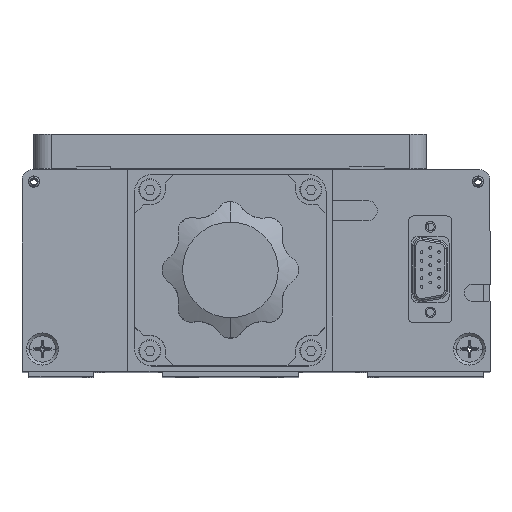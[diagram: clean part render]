
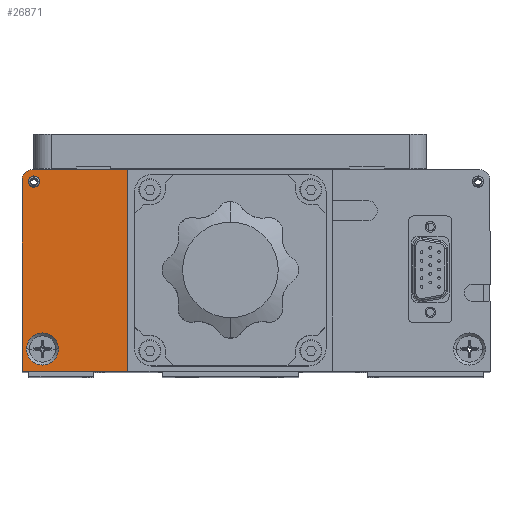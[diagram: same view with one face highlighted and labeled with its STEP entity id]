
A CAD part, top view. The second image highlights one B-rep face of the part: STEP entity #26871.
In plain terms, the highlighted planar face has unit normal (0, 0, 1).
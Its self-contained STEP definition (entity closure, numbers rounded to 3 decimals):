
#194 = DIRECTION ( 'NONE',  ( 1., 0., 0. ) ) ;
#210 = VERTEX_POINT ( 'NONE', #3377 ) ;
#1100 = CARTESIAN_POINT ( 'NONE',  ( -65.611, -2.418, 115. ) ) ;
#1535 = CARTESIAN_POINT ( 'NONE',  ( -70.311, -2.418, 115. ) ) ;
#2108 = DIRECTION ( 'NONE',  ( -1., 0., 0. ) ) ;
#2275 = DIRECTION ( 'NONE',  ( 0., 0., 1. ) ) ;
#2316 = ORIENTED_EDGE ( 'NONE', *, *, #5135, .F. ) ;
#3127 = CIRCLE ( 'NONE', #18081, 4.7 ) ;
#3331 = DIRECTION ( 'NONE',  ( 0., 1., 0. ) ) ;
#3377 = CARTESIAN_POINT ( 'NONE',  ( -68.611, 50.082, 115. ) ) ;
#4090 = DIRECTION ( 'NONE',  ( 1., 0., 0. ) ) ;
#4724 = CARTESIAN_POINT ( 'NONE',  ( -71.611, 47.082, 115. ) ) ;
#5128 = ORIENTED_EDGE ( 'NONE', *, *, #27281, .F. ) ;
#5135 = EDGE_CURVE ( 'NONE', #5780, #14925, #5917, .T. ) ;
#5659 = AXIS2_PLACEMENT_3D ( 'NONE', #7753, #28618, #10775 ) ;
#5688 = EDGE_CURVE ( 'NONE', #210, #9842, #9559, .T. ) ;
#5780 = VERTEX_POINT ( 'NONE', #17604 ) ;
#5917 = CIRCLE ( 'NONE', #5659, 1.65 ) ;
#6207 = DIRECTION ( 'NONE',  ( 0., 0., 1. ) ) ;
#7342 = CIRCLE ( 'NONE', #16078, 1.65 ) ;
#7410 = LINE ( 'NONE', #30089, #22347 ) ;
#7753 = CARTESIAN_POINT ( 'NONE',  ( -68.111, 46.582, 115. ) ) ;
#8290 = EDGE_LOOP ( 'NONE', ( #5128, #2316 ) ) ;
#8701 = VECTOR ( 'NONE', #15538, 1000. ) ;
#9159 = CARTESIAN_POINT ( 'NONE',  ( -40.611, 50.082, 115. ) ) ;
#9303 = VECTOR ( 'NONE', #3331, 1000. ) ;
#9559 = CIRCLE ( 'NONE', #34036, 3. ) ;
#9842 = VERTEX_POINT ( 'NONE', #4724 ) ;
#10210 = FACE_OUTER_BOUND ( 'NONE', #20860, .T. ) ;
#10775 = DIRECTION ( 'NONE',  ( 1., 0., 0. ) ) ;
#11146 = FACE_BOUND ( 'NONE', #17904, .T. ) ;
#11666 = LINE ( 'NONE', #19912, #34593 ) ;
#12327 = VERTEX_POINT ( 'NONE', #36126 ) ;
#13909 = CARTESIAN_POINT ( 'NONE',  ( -40.611, 50.082, 115. ) ) ;
#14315 = EDGE_CURVE ( 'NONE', #15952, #32772, #17221, .T. ) ;
#14326 = CARTESIAN_POINT ( 'NONE',  ( -68.111, 46.582, 115. ) ) ;
#14885 = ORIENTED_EDGE ( 'NONE', *, *, #34379, .T. ) ;
#14925 = VERTEX_POINT ( 'NONE', #33989 ) ;
#15179 = DIRECTION ( 'NONE',  ( 1., 0., 0. ) ) ;
#15538 = DIRECTION ( 'NONE',  ( 0., -1., 0. ) ) ;
#15685 = CARTESIAN_POINT ( 'NONE',  ( -40.611, -8.918, 115. ) ) ;
#15806 = VERTEX_POINT ( 'NONE', #26278 ) ;
#15952 = VERTEX_POINT ( 'NONE', #15685 ) ;
#16078 = AXIS2_PLACEMENT_3D ( 'NONE', #14326, #35256, #17330 ) ;
#16832 = ORIENTED_EDGE ( 'NONE', *, *, #23547, .F. ) ;
#17221 = LINE ( 'NONE', #9159, #9303 ) ;
#17330 = DIRECTION ( 'NONE',  ( 1., 0., 0. ) ) ;
#17459 = ORIENTED_EDGE ( 'NONE', *, *, #35192, .T. ) ;
#17489 = ORIENTED_EDGE ( 'NONE', *, *, #14315, .T. ) ;
#17604 = CARTESIAN_POINT ( 'NONE',  ( -66.461, 46.582, 115. ) ) ;
#17807 = EDGE_CURVE ( 'NONE', #23121, #15806, #3127, .T. ) ;
#17904 = EDGE_LOOP ( 'NONE', ( #16832, #28298 ) ) ;
#18019 = DIRECTION ( 'NONE',  ( 0., 0., 1. ) ) ;
#18081 = AXIS2_PLACEMENT_3D ( 'NONE', #35935, #18019, #194 ) ;
#18510 = LINE ( 'NONE', #33471, #8701 ) ;
#19912 = CARTESIAN_POINT ( 'NONE',  ( -40.611, 50.082, 115. ) ) ;
#20093 = CARTESIAN_POINT ( 'NONE',  ( -68.611, 47.082, 115. ) ) ;
#20484 = CIRCLE ( 'NONE', #22847, 4.7 ) ;
#20860 = EDGE_LOOP ( 'NONE', ( #37199, #17459, #28831, #17489, #14885 ) ) ;
#21956 = DIRECTION ( 'NONE',  ( 0., 0., 1. ) ) ;
#22347 = VECTOR ( 'NONE', #15179, 1000. ) ;
#22847 = AXIS2_PLACEMENT_3D ( 'NONE', #1100, #21956, #4090 ) ;
#23115 = DIRECTION ( 'NONE',  ( 1., 0., 0. ) ) ;
#23121 = VERTEX_POINT ( 'NONE', #1535 ) ;
#23547 = EDGE_CURVE ( 'NONE', #15806, #23121, #20484, .T. ) ;
#24055 = CARTESIAN_POINT ( 'NONE',  ( -68.611, 47.082, 115. ) ) ;
#24309 = AXIS2_PLACEMENT_3D ( 'NONE', #24055, #6207, #27056 ) ;
#26278 = CARTESIAN_POINT ( 'NONE',  ( -60.911, -2.418, 115. ) ) ;
#26871 = ADVANCED_FACE ( 'NONE', ( #11146, #10210, #34083 ), #29976, .T. ) ;
#26883 = EDGE_CURVE ( 'NONE', #12327, #15952, #7410, .T. ) ;
#27056 = DIRECTION ( 'NONE',  ( 1., 0., 0. ) ) ;
#27281 = EDGE_CURVE ( 'NONE', #14925, #5780, #7342, .T. ) ;
#28298 = ORIENTED_EDGE ( 'NONE', *, *, #17807, .F. ) ;
#28618 = DIRECTION ( 'NONE',  ( 0., 0., 1. ) ) ;
#28831 = ORIENTED_EDGE ( 'NONE', *, *, #26883, .T. ) ;
#29976 = PLANE ( 'NONE',  #24309 ) ;
#30089 = CARTESIAN_POINT ( 'NONE',  ( -40.611, -8.918, 115. ) ) ;
#32772 = VERTEX_POINT ( 'NONE', #13909 ) ;
#33471 = CARTESIAN_POINT ( 'NONE',  ( -71.611, 47.082, 115. ) ) ;
#33989 = CARTESIAN_POINT ( 'NONE',  ( -69.761, 46.582, 115. ) ) ;
#34036 = AXIS2_PLACEMENT_3D ( 'NONE', #20093, #2275, #23115 ) ;
#34083 = FACE_BOUND ( 'NONE', #8290, .T. ) ;
#34379 = EDGE_CURVE ( 'NONE', #32772, #210, #11666, .T. ) ;
#34593 = VECTOR ( 'NONE', #2108, 1000. ) ;
#35192 = EDGE_CURVE ( 'NONE', #9842, #12327, #18510, .T. ) ;
#35256 = DIRECTION ( 'NONE',  ( 0., 0., 1. ) ) ;
#35935 = CARTESIAN_POINT ( 'NONE',  ( -65.611, -2.418, 115. ) ) ;
#36126 = CARTESIAN_POINT ( 'NONE',  ( -71.611, -8.918, 115. ) ) ;
#37199 = ORIENTED_EDGE ( 'NONE', *, *, #5688, .T. ) ;
